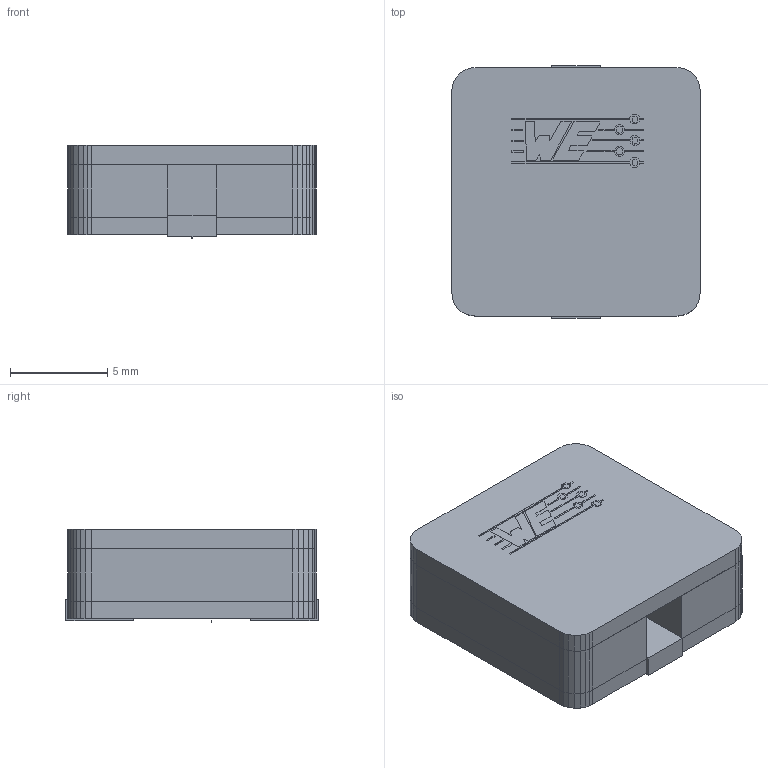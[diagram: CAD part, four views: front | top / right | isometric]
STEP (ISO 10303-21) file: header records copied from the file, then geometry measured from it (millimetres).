
FILE_DESCRIPTION (( 'STEP AP214' ), '1' );
FILE_NAME ('User Library-744355047.STEP', '2020-03-13T22:59:45', ( '' ), ( '' ), 'SwSTEP 2.0', 'SolidWorks 2019', '' );
FILE_SCHEMA (( 'AUTOMOTIVE_DESIGN' ));
Length unit declared in the file: millimetre
Products named in the file (31): Extruded_25; 502906560_1; Extruded_20; 502912192_1; Extruded_14; Extruded_19; 502912832_1; Extruded_24; 502913216_1; 502911296_1; 502913984_1; 502914880_1; Extruded_16; 502912064_1; Free-Models_1; Extruded_22; 502910272_1; Board_1; Extruded_23; Extruded_17; Extruded_21; 502913600_1; User Library-744355047; 502904512_1; Extruded_15; 502914368_1; Extruded_18; 502914624_1; Extruded_13
Assembly tree (32 placements, depth 4):
  User Library-744355047
    Board_1
    Free-Models_1
      502906560_1
        Extruded_13
      502913984_1
        Extruded_14
      502912064_1
        Extruded_15
      502913600_1
        Extruded_16
      502906560_1
        Extruded_13
      502913216_1
        Extruded_17
      502904512_1
        Extruded_18
      502914880_1
        Extruded_19
      502912832_1
        Extruded_20
      502911296_1
        Extruded_21
      502912192_1
        Extruded_22
      502914624_1
        Extruded_23
      502910272_1
        Extruded_24
      502910272_1
        Extruded_24
      502914368_1
        Extruded_25
Bounding box: 12.8 x 13 x 4.81 mm (x, y, z)
Volume: 704.6 mm3; surface area: 1257.9 mm2
Topology: 12 solids, 20 shells, 351 faces, 957 edges, 642 vertices
Faces by surface type: plane 351
Entity records: 14316 total; most frequent: CARTESIAN_POINT 1807, ORIENTED_EDGE 1712, DIRECTION 1596, LINE 862, EDGE_CURVE 862, VECTOR 862, VERTEX_POINT 578, UNCERTAINTY_MEASURE_WITH_UNIT 374
